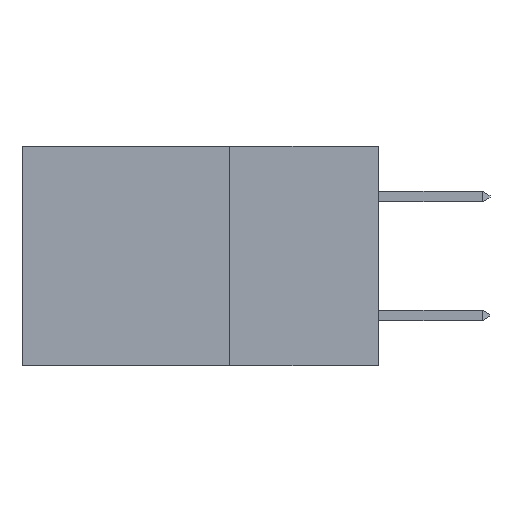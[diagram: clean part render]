
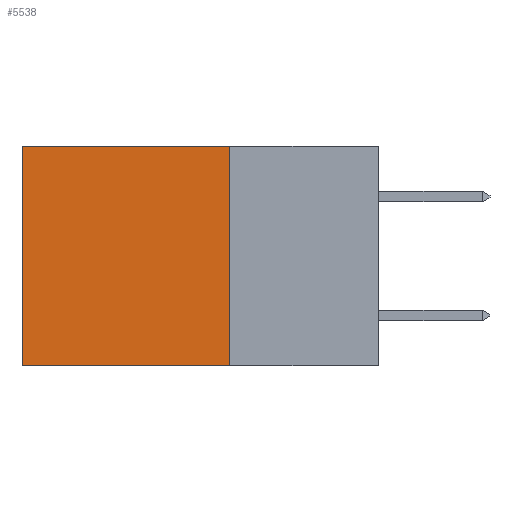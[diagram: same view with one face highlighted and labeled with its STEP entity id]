
A CAD part, left-side view. The second image highlights one B-rep face of the part: STEP entity #5538.
In plain terms, the highlighted planar face has unit normal (-1, 0, 0).
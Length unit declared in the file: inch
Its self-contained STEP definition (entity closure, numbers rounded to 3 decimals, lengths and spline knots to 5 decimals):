
#106 = DIRECTION ( 'NONE',  ( 0., 0., -1. ) ) ;
#141 = CARTESIAN_POINT ( 'NONE',  ( 0.298, 0.6, 0. ) ) ;
#198 = AXIS2_PLACEMENT_3D ( 'NONE', #11000, #1357, #14223 ) ;
#295 = DIRECTION ( 'NONE',  ( 0., 1., 0. ) ) ;
#726 = EDGE_CURVE ( 'NONE', #5560, #11623, #12220, .T. ) ;
#1147 = EDGE_CURVE ( 'NONE', #9811, #8314, #10921, .T. ) ;
#1357 = DIRECTION ( 'NONE',  ( 1., 0., 0. ) ) ;
#1568 = ORIENTED_EDGE ( 'NONE', *, *, #726, .T. ) ;
#2234 = EDGE_CURVE ( 'NONE', #8314, #11623, #3481, .T. ) ;
#3481 = LINE ( 'NONE', #6648, #12418 ) ;
#4219 = DIRECTION ( 'NONE',  ( 0., 0., -1. ) ) ;
#4359 = EDGE_LOOP ( 'NONE', ( #1568, #13775, #14404, #6888 ) ) ;
#5439 = PLANE ( 'NONE',  #198 ) ;
#5538 = ADVANCED_FACE ( 'NONE', ( #12331 ), #5439, .F. ) ;
#5560 = VERTEX_POINT ( 'NONE', #5950 ) ;
#5950 = CARTESIAN_POINT ( 'NONE',  ( 0.298, 0.6, 0. ) ) ;
#6409 = VECTOR ( 'NONE', #4219, 39.37008 ) ;
#6648 = CARTESIAN_POINT ( 'NONE',  ( 0.298, 0.25, -0.37 ) ) ;
#6681 = DIRECTION ( 'NONE',  ( 0., 1., 0. ) ) ;
#6819 = EDGE_CURVE ( 'NONE', #9811, #5560, #14038, .T. ) ;
#6888 = ORIENTED_EDGE ( 'NONE', *, *, #6819, .T. ) ;
#8314 = VERTEX_POINT ( 'NONE', #14628 ) ;
#9811 = VERTEX_POINT ( 'NONE', #13510 ) ;
#10166 = CARTESIAN_POINT ( 'NONE',  ( 0.298, 0.25, 0. ) ) ;
#10917 = CARTESIAN_POINT ( 'NONE',  ( 0.298, 0.25, 0. ) ) ;
#10921 = LINE ( 'NONE', #10166, #6409 ) ;
#11000 = CARTESIAN_POINT ( 'NONE',  ( 0.298, 0.25, 0. ) ) ;
#11623 = VERTEX_POINT ( 'NONE', #14506 ) ;
#11864 = VECTOR ( 'NONE', #106, 39.37008 ) ;
#12220 = LINE ( 'NONE', #141, #11864 ) ;
#12331 = FACE_OUTER_BOUND ( 'NONE', #4359, .T. ) ;
#12418 = VECTOR ( 'NONE', #6681, 39.37008 ) ;
#13510 = CARTESIAN_POINT ( 'NONE',  ( 0.298, 0.25, 0. ) ) ;
#13687 = VECTOR ( 'NONE', #295, 39.37008 ) ;
#13775 = ORIENTED_EDGE ( 'NONE', *, *, #2234, .F. ) ;
#14038 = LINE ( 'NONE', #10917, #13687 ) ;
#14223 = DIRECTION ( 'NONE',  ( 0., 0., -1. ) ) ;
#14404 = ORIENTED_EDGE ( 'NONE', *, *, #1147, .F. ) ;
#14506 = CARTESIAN_POINT ( 'NONE',  ( 0.298, 0.6, -0.37 ) ) ;
#14628 = CARTESIAN_POINT ( 'NONE',  ( 0.298, 0.25, -0.37 ) ) ;
